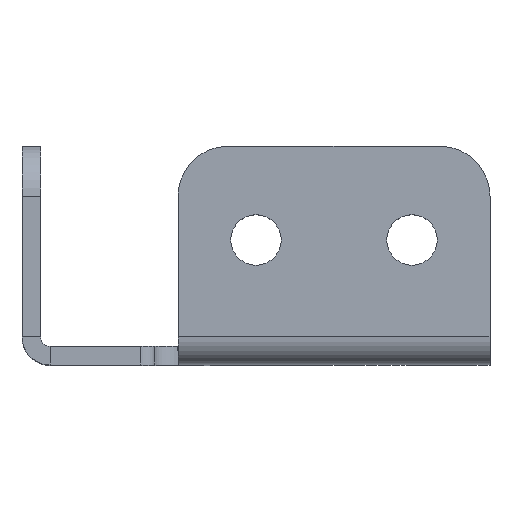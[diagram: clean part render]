
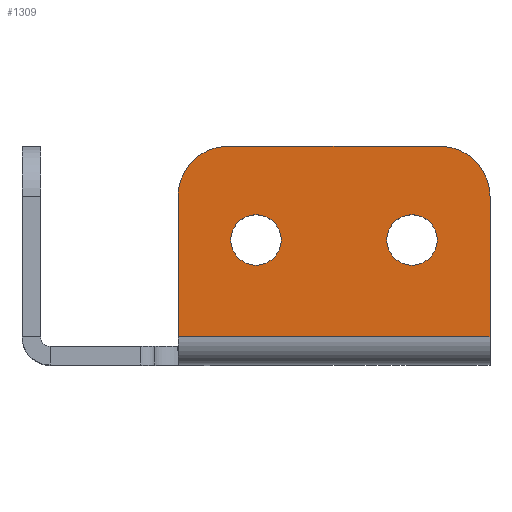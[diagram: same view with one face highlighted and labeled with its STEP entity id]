
A CAD part, top view. The second image highlights one B-rep face of the part: STEP entity #1309.
In plain terms, the highlighted planar face has unit normal (0, 0, 1).
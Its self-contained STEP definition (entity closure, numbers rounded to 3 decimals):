
#75=FACE_BOUND('',#226,.T.);
#76=FACE_BOUND('',#227,.T.);
#95=PLANE('',#1431);
#141=FACE_OUTER_BOUND('',#225,.T.);
#225=EDGE_LOOP('',(#1075,#1076,#1077,#1078,#1079,#1080));
#226=EDGE_LOOP('',(#1081));
#227=EDGE_LOOP('',(#1082));
#345=LINE('',#2133,#463);
#349=LINE('',#2141,#467);
#350=LINE('',#2144,#468);
#353=LINE('',#2152,#471);
#463=VECTOR('',#1663,1000.);
#467=VECTOR('',#1671,1000.);
#468=VECTOR('',#1674,1000.);
#471=VECTOR('',#1681,1000.);
#510=CIRCLE('',#1369,8.08);
#512=CIRCLE('',#1372,8.08);
#545=CIRCLE('',#1432,16.);
#546=CIRCLE('',#1433,16.);
#554=VERTEX_POINT('',#1791);
#556=VERTEX_POINT('',#1797);
#666=VERTEX_POINT('',#2122);
#668=VERTEX_POINT('',#2129);
#670=VERTEX_POINT('',#2139);
#671=VERTEX_POINT('',#2143);
#673=VERTEX_POINT('',#2149);
#674=VERTEX_POINT('',#2151);
#679=EDGE_CURVE('',#554,#554,#510,.T.);
#682=EDGE_CURVE('',#556,#556,#512,.T.);
#817=EDGE_CURVE('',#666,#668,#345,.T.);
#821=EDGE_CURVE('',#670,#668,#349,.T.);
#822=EDGE_CURVE('',#666,#671,#350,.T.);
#825=EDGE_CURVE('',#670,#673,#545,.T.);
#826=EDGE_CURVE('',#674,#673,#353,.T.);
#827=EDGE_CURVE('',#674,#671,#546,.T.);
#1075=ORIENTED_EDGE('',*,*,#821,.F.);
#1076=ORIENTED_EDGE('',*,*,#825,.T.);
#1077=ORIENTED_EDGE('',*,*,#826,.F.);
#1078=ORIENTED_EDGE('',*,*,#827,.T.);
#1079=ORIENTED_EDGE('',*,*,#822,.F.);
#1080=ORIENTED_EDGE('',*,*,#817,.T.);
#1081=ORIENTED_EDGE('',*,*,#679,.F.);
#1082=ORIENTED_EDGE('',*,*,#682,.F.);
#1309=ADVANCED_FACE('',(#141,#75,#76),#95,.T.);
#1369=AXIS2_PLACEMENT_3D('',#1793,#1474,#1475);
#1372=AXIS2_PLACEMENT_3D('',#1799,#1481,#1482);
#1431=AXIS2_PLACEMENT_3D('',#2148,#1677,#1678);
#1432=AXIS2_PLACEMENT_3D('',#2150,#1679,#1680);
#1433=AXIS2_PLACEMENT_3D('',#2153,#1682,#1683);
#1474=DIRECTION('center_axis',(0.,0.,1.));
#1475=DIRECTION('ref_axis',(1.,0.,0.));
#1481=DIRECTION('center_axis',(0.,0.,1.));
#1482=DIRECTION('ref_axis',(1.,0.,0.));
#1663=DIRECTION('',(1.,0.,0.));
#1671=DIRECTION('',(0.,-1.,0.));
#1674=DIRECTION('',(0.,1.,0.));
#1677=DIRECTION('center_axis',(0.,0.,1.));
#1678=DIRECTION('ref_axis',(0.,-1.,0.));
#1679=DIRECTION('center_axis',(0.,0.,1.));
#1680=DIRECTION('ref_axis',(0.,-1.,0.));
#1681=DIRECTION('',(1.,0.,0.));
#1682=DIRECTION('center_axis',(0.,0.,1.));
#1683=DIRECTION('ref_axis',(0.,-1.,0.));
#1791=CARTESIAN_POINT('',(66.92,40.,0.));
#1793=CARTESIAN_POINT('Origin',(75.,40.,0.));
#1797=CARTESIAN_POINT('',(116.92,40.,0.));
#1799=CARTESIAN_POINT('Origin',(125.,40.,0.));
#2122=CARTESIAN_POINT('',(50.,9.,0.));
#2129=CARTESIAN_POINT('',(150.,9.,0.));
#2133=CARTESIAN_POINT('',(0.,9.,0.));
#2139=CARTESIAN_POINT('',(150.,54.,0.));
#2141=CARTESIAN_POINT('',(150.,6.,0.));
#2143=CARTESIAN_POINT('',(50.,54.,0.));
#2144=CARTESIAN_POINT('',(50.,70.,0.));
#2148=CARTESIAN_POINT('Origin',(0.,0.,0.));
#2149=CARTESIAN_POINT('',(134.,70.,0.));
#2150=CARTESIAN_POINT('Origin',(134.,54.,0.));
#2151=CARTESIAN_POINT('',(66.,70.,0.));
#2152=CARTESIAN_POINT('',(150.,70.,0.));
#2153=CARTESIAN_POINT('Origin',(66.,54.,0.));
